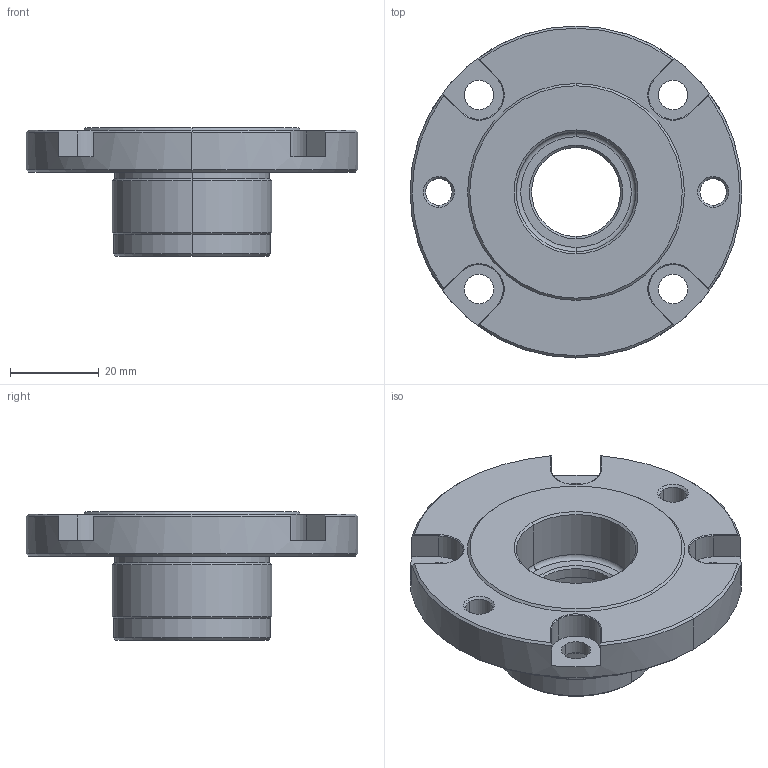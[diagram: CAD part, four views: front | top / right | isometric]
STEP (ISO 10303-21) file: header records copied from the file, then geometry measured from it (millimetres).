
FILE_DESCRIPTION (( 'STEP AP203' ), '1' );
FILE_NAME ('amwf50-bu-s.STEP', '2021-10-21T07:35:48', ( '' ), ( '' ), 'SwSTEP 2.0', 'SolidWorks 2020', '' );
FILE_SCHEMA (( 'CONFIG_CONTROL_DESIGN' ));
Length unit declared in the file: millimetre
Products named in the file (1): amwf50-bu-s
Bounding box: 75 x 75 x 29 mm (x, y, z)
Volume: 41949.7 mm3; surface area: 15375.3 mm2
Topology: 1 solids, 1 shells, 109 faces, 256 edges, 153 vertices
Faces by surface type: cone 47, cylinder 32, plane 26, torus 4
Entity records: 3232 total; most frequent: DIRECTION 585, CARTESIAN_POINT 567, ORIENTED_EDGE 512, EDGE_CURVE 256, AXIS2_PLACEMENT_3D 235, VERTEX_POINT 153, EDGE_LOOP 127, CIRCLE 125
